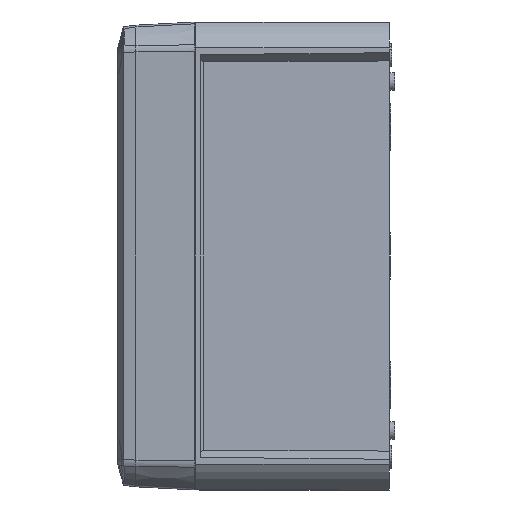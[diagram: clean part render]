
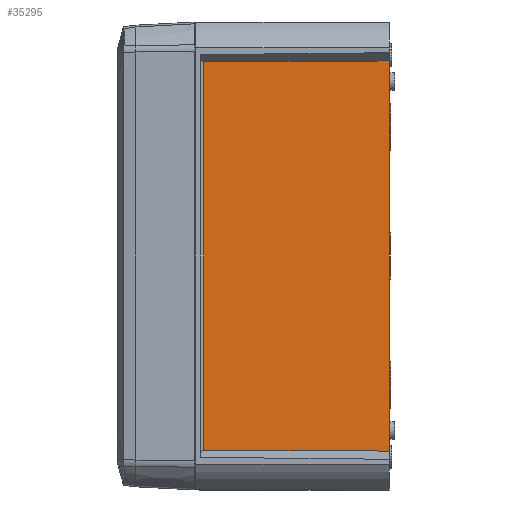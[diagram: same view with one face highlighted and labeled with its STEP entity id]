
A CAD part, left-side view. The second image highlights one B-rep face of the part: STEP entity #35295.
In plain terms, the highlighted planar face has unit normal (-1, -0.009, 0).
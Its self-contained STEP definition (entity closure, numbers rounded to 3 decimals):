
#905 = VECTOR ( 'NONE', #10282, 1000. ) ;
#953 = CARTESIAN_POINT ( 'NONE',  ( -115.002, 75.4, 78.807 ) ) ;
#1228 = DIRECTION ( 'NONE',  ( -0.009, 1., 0. ) ) ;
#1343 = EDGE_CURVE ( 'NONE', #48477, #12676, #33010, .T. ) ;
#3005 = DIRECTION ( 'NONE',  ( 0.009, -1., 0.005 ) ) ;
#3807 = VECTOR ( 'NONE', #46140, 1000. ) ;
#9935 = FACE_OUTER_BOUND ( 'NONE', #9975, .T. ) ;
#9975 = EDGE_LOOP ( 'NONE', ( #13994, #26186, #51022, #34106 ) ) ;
#10282 = DIRECTION ( 'NONE',  ( 0., 0., 1. ) ) ;
#12676 = VERTEX_POINT ( 'NONE', #53453 ) ;
#13333 = EDGE_CURVE ( 'NONE', #47926, #57412, #24597, .T. ) ;
#13994 = ORIENTED_EDGE ( 'NONE', *, *, #13333, .F. ) ;
#14297 = EDGE_CURVE ( 'NONE', #47926, #12676, #51073, .T. ) ;
#18316 = VECTOR ( 'NONE', #3005, 1000. ) ;
#24597 = LINE ( 'NONE', #953, #905 ) ;
#26186 = ORIENTED_EDGE ( 'NONE', *, *, #14297, .T. ) ;
#26643 = LINE ( 'NONE', #45900, #18316 ) ;
#28175 = AXIS2_PLACEMENT_3D ( 'NONE', #28921, #34204, #1228 ) ;
#28921 = CARTESIAN_POINT ( 'NONE',  ( -114.344, 0., -1. ) ) ;
#33010 = LINE ( 'NONE', #48203, #3807 ) ;
#34106 = ORIENTED_EDGE ( 'NONE', *, *, #43019, .F. ) ;
#34204 = DIRECTION ( 'NONE',  ( 1., 0.009, 0. ) ) ;
#35295 = ADVANCED_FACE ( 'NONE', ( #9935 ), #43500, .F. ) ;
#41440 = CARTESIAN_POINT ( 'NONE',  ( -114.344, 0., -79.19 ) ) ;
#41754 = DIRECTION ( 'NONE',  ( 0.009, -1., -0.005 ) ) ;
#43019 = EDGE_CURVE ( 'NONE', #57412, #48477, #26643, .T. ) ;
#43500 = PLANE ( 'NONE',  #28175 ) ;
#45900 = CARTESIAN_POINT ( 'NONE',  ( -114.344, 0., 79.19 ) ) ;
#46140 = DIRECTION ( 'NONE',  ( 0., 0., -1. ) ) ;
#46200 = CARTESIAN_POINT ( 'NONE',  ( -115.002, 75.4, 78.814 ) ) ;
#47926 = VERTEX_POINT ( 'NONE', #54559 ) ;
#48203 = CARTESIAN_POINT ( 'NONE',  ( -114.344, 0., -1. ) ) ;
#48477 = VERTEX_POINT ( 'NONE', #53965 ) ;
#51022 = ORIENTED_EDGE ( 'NONE', *, *, #1343, .F. ) ;
#51073 = LINE ( 'NONE', #41440, #60444 ) ;
#53453 = CARTESIAN_POINT ( 'NONE',  ( -114.344, 0., -79.19 ) ) ;
#53965 = CARTESIAN_POINT ( 'NONE',  ( -114.344, 0., 79.19 ) ) ;
#54559 = CARTESIAN_POINT ( 'NONE',  ( -115.002, 75.4, -78.814 ) ) ;
#57412 = VERTEX_POINT ( 'NONE', #46200 ) ;
#60444 = VECTOR ( 'NONE', #41754, 1000. ) ;
